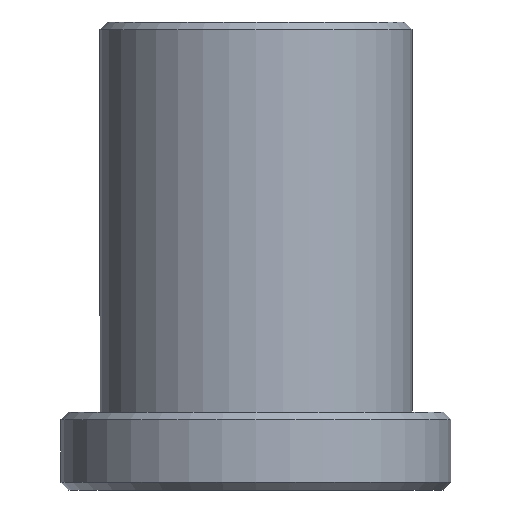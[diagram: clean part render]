
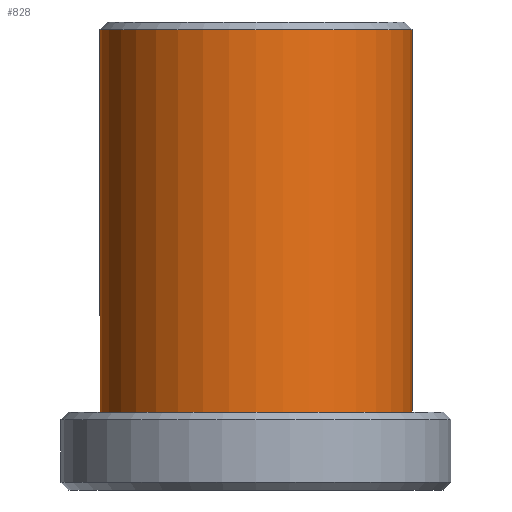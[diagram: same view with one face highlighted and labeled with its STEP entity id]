
A CAD part, front view. The second image highlights one B-rep face of the part: STEP entity #828.
In plain terms, the highlighted cylindrical face has radius 6 mm (diameter 12 mm), a partial arc.
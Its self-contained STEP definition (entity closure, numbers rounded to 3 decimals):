
#170 = VERTEX_POINT ( 'NONE', #1239 ) ;
#193 = CIRCLE ( 'NONE', #1211, 6. ) ;
#212 = DIRECTION ( 'NONE',  ( 0., 0., -1. ) ) ;
#214 = LINE ( 'NONE', #1219, #1113 ) ;
#261 = CYLINDRICAL_SURFACE ( 'NONE', #497, 6. ) ;
#330 = DIRECTION ( 'NONE',  ( 0., 0., -1. ) ) ;
#348 = CARTESIAN_POINT ( 'NONE',  ( -6., 0., 18. ) ) ;
#356 = CARTESIAN_POINT ( 'NONE',  ( -6., 0., 3. ) ) ;
#380 = FACE_OUTER_BOUND ( 'NONE', #810, .T. ) ;
#386 = CIRCLE ( 'NONE', #1396, 6. ) ;
#391 = CARTESIAN_POINT ( 'NONE',  ( 0., 0., 17.7 ) ) ;
#408 = VERTEX_POINT ( 'NONE', #769 ) ;
#451 = ORIENTED_EDGE ( 'NONE', *, *, #778, .F. ) ;
#495 = DIRECTION ( 'NONE',  ( 1., 0., 0. ) ) ;
#497 = AXIS2_PLACEMENT_3D ( 'NONE', #1117, #798, #895 ) ;
#543 = CARTESIAN_POINT ( 'NONE',  ( 6., 0., 17.7 ) ) ;
#629 = CARTESIAN_POINT ( 'NONE',  ( 0., 0., 3. ) ) ;
#686 = VERTEX_POINT ( 'NONE', #356 ) ;
#701 = EDGE_CURVE ( 'NONE', #408, #686, #1375, .T. ) ;
#769 = CARTESIAN_POINT ( 'NONE',  ( -6., 0., 17.7 ) ) ;
#778 = EDGE_CURVE ( 'NONE', #170, #686, #193, .T. ) ;
#798 = DIRECTION ( 'NONE',  ( 0., 0., -1. ) ) ;
#810 = EDGE_LOOP ( 'NONE', ( #840, #1097, #1056, #451 ) ) ;
#828 = ADVANCED_FACE ( 'NONE', ( #380 ), #261, .T. ) ;
#840 = ORIENTED_EDGE ( 'NONE', *, *, #1440, .F. ) ;
#855 = DIRECTION ( 'NONE',  ( 0., 0., -1. ) ) ;
#865 = DIRECTION ( 'NONE',  ( -1., 0., 0. ) ) ;
#895 = DIRECTION ( 'NONE',  ( -1., 0., 0. ) ) ;
#1037 = EDGE_CURVE ( 'NONE', #1391, #408, #386, .T. ) ;
#1056 = ORIENTED_EDGE ( 'NONE', *, *, #701, .T. ) ;
#1085 = VECTOR ( 'NONE', #330, 1000. ) ;
#1097 = ORIENTED_EDGE ( 'NONE', *, *, #1037, .T. ) ;
#1113 = VECTOR ( 'NONE', #212, 1000. ) ;
#1117 = CARTESIAN_POINT ( 'NONE',  ( 0., 0., 18. ) ) ;
#1177 = DIRECTION ( 'NONE',  ( 0., 0., -1. ) ) ;
#1211 = AXIS2_PLACEMENT_3D ( 'NONE', #629, #855, #865 ) ;
#1219 = CARTESIAN_POINT ( 'NONE',  ( 6., 0., 18. ) ) ;
#1239 = CARTESIAN_POINT ( 'NONE',  ( 6., 0., 3. ) ) ;
#1375 = LINE ( 'NONE', #348, #1085 ) ;
#1391 = VERTEX_POINT ( 'NONE', #543 ) ;
#1396 = AXIS2_PLACEMENT_3D ( 'NONE', #391, #1177, #495 ) ;
#1440 = EDGE_CURVE ( 'NONE', #1391, #170, #214, .T. ) ;
